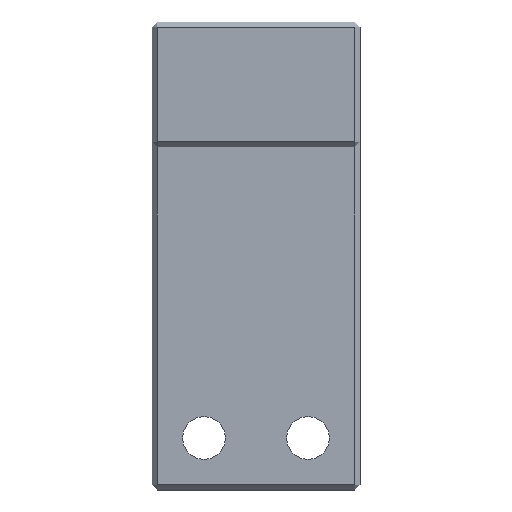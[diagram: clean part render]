
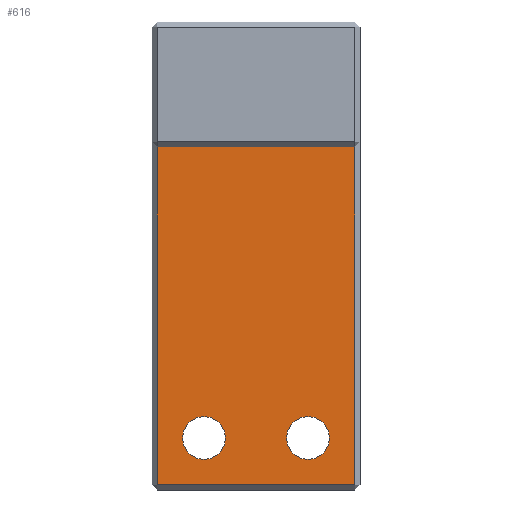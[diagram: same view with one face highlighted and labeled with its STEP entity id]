
A CAD part, front view. The second image highlights one B-rep face of the part: STEP entity #616.
In plain terms, the highlighted planar face has unit normal (0, -1, 0).
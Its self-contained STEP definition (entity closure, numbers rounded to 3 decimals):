
#30=LINE('',#920,#101);
#31=LINE('',#923,#102);
#32=LINE('',#925,#103);
#33=LINE('',#927,#104);
#101=VECTOR('',#735,1000.);
#102=VECTOR('',#736,1000.);
#103=VECTOR('',#737,1000.);
#104=VECTOR('',#738,1000.);
#172=ORIENTED_EDGE('',*,*,#346,.T.);
#173=ORIENTED_EDGE('',*,*,#347,.T.);
#174=ORIENTED_EDGE('',*,*,#348,.T.);
#175=ORIENTED_EDGE('',*,*,#349,.T.);
#176=ORIENTED_EDGE('',*,*,#350,.F.);
#177=ORIENTED_EDGE('',*,*,#351,.T.);
#346=EDGE_CURVE('',#433,#433,#483,.T.);
#347=EDGE_CURVE('',#434,#434,#484,.T.);
#348=EDGE_CURVE('',#435,#436,#30,.T.);
#349=EDGE_CURVE('',#436,#437,#31,.T.);
#350=EDGE_CURVE('',#438,#437,#32,.T.);
#351=EDGE_CURVE('',#438,#435,#33,.T.);
#433=VERTEX_POINT('',#917);
#434=VERTEX_POINT('',#919);
#435=VERTEX_POINT('',#921);
#436=VERTEX_POINT('',#922);
#437=VERTEX_POINT('',#924);
#438=VERTEX_POINT('',#926);
#483=CIRCLE('',#671,2.05);
#484=CIRCLE('',#672,2.05);
#487=EDGE_LOOP('',(#172));
#488=EDGE_LOOP('',(#173));
#489=EDGE_LOOP('',(#174,#175,#176,#177));
#534=FACE_BOUND('',#487,.T.);
#535=FACE_BOUND('',#488,.T.);
#536=FACE_BOUND('',#489,.T.);
#581=PLANE('',#670);
#616=ADVANCED_FACE('',(#534,#535,#536),#581,.F.);
#670=AXIS2_PLACEMENT_3D('',#915,#729,#730);
#671=AXIS2_PLACEMENT_3D('',#916,#731,#732);
#672=AXIS2_PLACEMENT_3D('',#918,#733,#734);
#729=DIRECTION('',(0.,1.,0.));
#730=DIRECTION('',(1.,0.,0.));
#731=DIRECTION('',(0.,1.,0.));
#732=DIRECTION('',(1.,0.,0.));
#733=DIRECTION('',(0.,1.,0.));
#734=DIRECTION('',(1.,0.,0.));
#735=DIRECTION('',(1.,0.,0.));
#736=DIRECTION('',(0.,0.,1.));
#737=DIRECTION('',(1.,0.,0.));
#738=DIRECTION('',(0.,0.,-1.));
#915=CARTESIAN_POINT('',(10.,0.,22.5));
#916=CARTESIAN_POINT('',(15.,0.,5.));
#917=CARTESIAN_POINT('',(17.05,0.,5.));
#918=CARTESIAN_POINT('',(5.,0.,5.));
#919=CARTESIAN_POINT('',(7.05,0.,5.));
#920=CARTESIAN_POINT('',(20.,0.,0.5));
#921=CARTESIAN_POINT('',(0.5,0.,0.5));
#922=CARTESIAN_POINT('',(19.5,0.,0.5));
#923=CARTESIAN_POINT('',(19.5,0.,33.));
#924=CARTESIAN_POINT('',(19.5,0.,33.));
#925=CARTESIAN_POINT('',(10.,0.,33.));
#926=CARTESIAN_POINT('',(0.5,0.,33.));
#927=CARTESIAN_POINT('',(0.5,0.,22.5));
